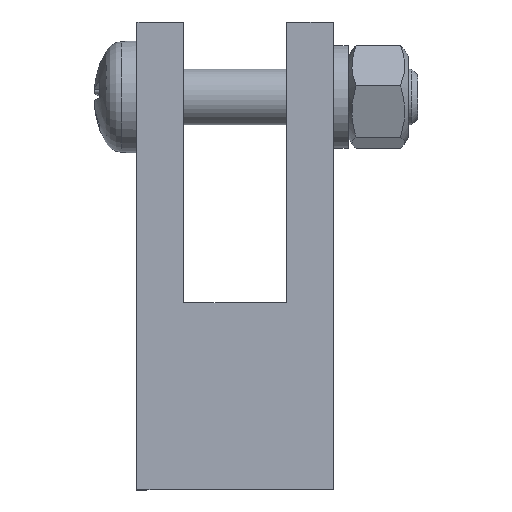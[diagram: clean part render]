
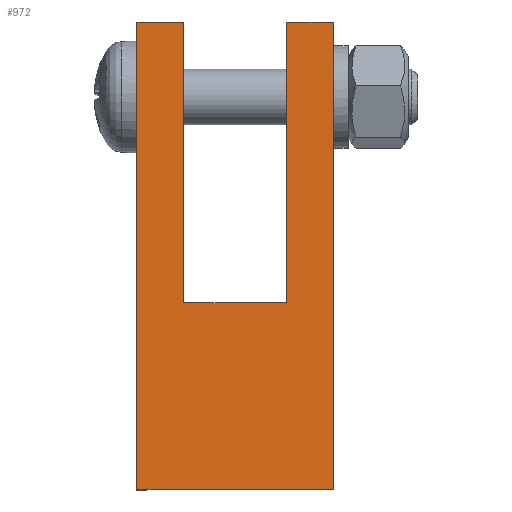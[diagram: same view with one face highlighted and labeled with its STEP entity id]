
A CAD part, top view. The second image highlights one B-rep face of the part: STEP entity #972.
In plain terms, the highlighted face is planar.
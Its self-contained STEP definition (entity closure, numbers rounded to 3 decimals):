
#125=PLANE('',#1116);
#157=FACE_OUTER_BOUND('',#219,.T.);
#219=EDGE_LOOP('',(#704,#705,#706,#707,#708,#709,#710,#711));
#280=LINE('',#1519,#333);
#284=LINE('',#1527,#337);
#289=LINE('',#1537,#342);
#292=LINE('',#1543,#345);
#294=LINE('',#1546,#347);
#297=LINE('',#1552,#350);
#298=LINE('',#1555,#351);
#299=LINE('',#1556,#352);
#333=VECTOR('',#1238,10.);
#337=VECTOR('',#1244,10.);
#342=VECTOR('',#1251,10.);
#345=VECTOR('',#1256,10.);
#347=VECTOR('',#1260,10.);
#350=VECTOR('',#1265,10.);
#351=VECTOR('',#1268,10.);
#352=VECTOR('',#1269,10.);
#434=VERTEX_POINT('',#1515);
#436=VERTEX_POINT('',#1518);
#439=VERTEX_POINT('',#1526);
#441=VERTEX_POINT('',#1531);
#443=VERTEX_POINT('',#1535);
#445=VERTEX_POINT('',#1541);
#446=VERTEX_POINT('',#1548);
#448=VERTEX_POINT('',#1554);
#532=EDGE_CURVE('',#434,#436,#280,.T.);
#536=EDGE_CURVE('',#436,#439,#284,.T.);
#541=EDGE_CURVE('',#441,#443,#289,.T.);
#544=EDGE_CURVE('',#445,#443,#292,.T.);
#546=EDGE_CURVE('',#441,#434,#294,.T.);
#549=EDGE_CURVE('',#446,#439,#297,.T.);
#550=EDGE_CURVE('',#448,#446,#298,.T.);
#551=EDGE_CURVE('',#448,#445,#299,.T.);
#704=ORIENTED_EDGE('',*,*,#550,.T.);
#705=ORIENTED_EDGE('',*,*,#549,.T.);
#706=ORIENTED_EDGE('',*,*,#536,.F.);
#707=ORIENTED_EDGE('',*,*,#532,.F.);
#708=ORIENTED_EDGE('',*,*,#546,.F.);
#709=ORIENTED_EDGE('',*,*,#541,.T.);
#710=ORIENTED_EDGE('',*,*,#544,.F.);
#711=ORIENTED_EDGE('',*,*,#551,.F.);
#972=ADVANCED_FACE('',(#157),#125,.T.);
#1116=AXIS2_PLACEMENT_3D('',#1553,#1266,#1267);
#1238=DIRECTION('',(0.,0.,1.));
#1244=DIRECTION('',(1.,0.,0.));
#1251=DIRECTION('',(0.,0.,1.));
#1256=DIRECTION('',(1.,0.,0.));
#1260=DIRECTION('',(1.,0.,0.));
#1265=DIRECTION('',(0.,0.,1.));
#1266=DIRECTION('center_axis',(0.,-1.,0.));
#1267=DIRECTION('ref_axis',(1.,0.,0.));
#1268=DIRECTION('',(1.,0.,0.));
#1269=DIRECTION('',(0.,0.,1.));
#1515=CARTESIAN_POINT('',(5.5,-6.,20.));
#1518=CARTESIAN_POINT('',(5.5,-6.,50.));
#1519=CARTESIAN_POINT('',(5.5,-6.,20.));
#1526=CARTESIAN_POINT('',(10.5,-6.,50.));
#1527=CARTESIAN_POINT('',(-10.5,-6.,50.));
#1531=CARTESIAN_POINT('',(-5.5,-6.,20.));
#1535=CARTESIAN_POINT('',(-5.5,-6.,50.));
#1537=CARTESIAN_POINT('',(-5.5,-6.,20.));
#1541=CARTESIAN_POINT('',(-10.5,-6.,50.));
#1543=CARTESIAN_POINT('',(-10.5,-6.,50.));
#1546=CARTESIAN_POINT('',(-10.5,-6.,20.));
#1548=CARTESIAN_POINT('',(10.5,-6.,0.));
#1552=CARTESIAN_POINT('',(10.5,-6.,0.));
#1553=CARTESIAN_POINT('Origin',(-10.5,-6.,0.));
#1554=CARTESIAN_POINT('',(-10.5,-6.,0.));
#1555=CARTESIAN_POINT('',(-10.5,-6.,0.));
#1556=CARTESIAN_POINT('',(-10.5,-6.,0.));
